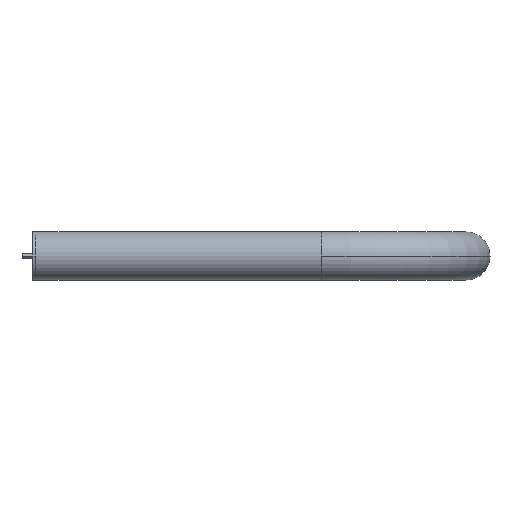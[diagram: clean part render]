
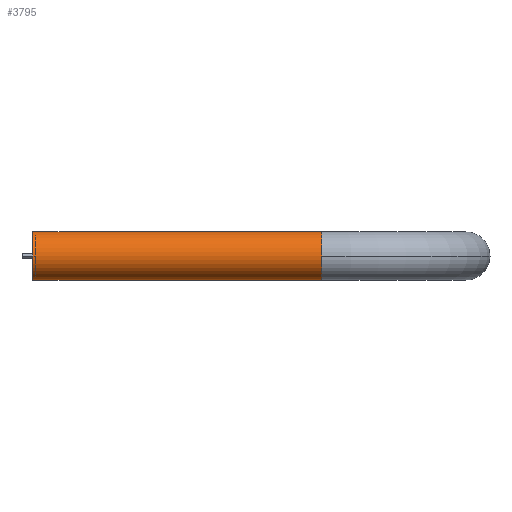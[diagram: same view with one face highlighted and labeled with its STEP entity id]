
A CAD part, front view. The second image highlights one B-rep face of the part: STEP entity #3795.
In plain terms, the highlighted cylindrical face has radius 11 mm (diameter 22 mm), a partial arc.
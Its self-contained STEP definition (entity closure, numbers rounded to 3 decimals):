
#150 = DIRECTION ( 'NONE',  ( 0., 0., -1. ) ) ;
#380 = CARTESIAN_POINT ( 'NONE',  ( 33.144, -140.02, 0. ) ) ;
#392 = CIRCLE ( 'NONE', #2118, 11. ) ;
#589 = DIRECTION ( 'NONE',  ( -1., 0., 0. ) ) ;
#810 = EDGE_CURVE ( 'NONE', #6913, #7965, #10232, .T. ) ;
#2003 = CYLINDRICAL_SURFACE ( 'NONE', #4181, 11. ) ;
#2038 = ORIENTED_EDGE ( 'NONE', *, *, #10872, .T. ) ;
#2118 = AXIS2_PLACEMENT_3D ( 'NONE', #14790, #589, #13058 ) ;
#2599 = ORIENTED_EDGE ( 'NONE', *, *, #8354, .F. ) ;
#3141 = CIRCLE ( 'NONE', #6945, 11. ) ;
#3247 = LINE ( 'NONE', #16333, #12822 ) ;
#3795 = ADVANCED_FACE ( 'NONE', ( #16816 ), #2003, .T. ) ;
#4181 = AXIS2_PLACEMENT_3D ( 'NONE', #380, #13577, #11950 ) ;
#4975 = DIRECTION ( 'NONE',  ( -1., 0., 0. ) ) ;
#5224 = DIRECTION ( 'NONE',  ( -1., 0., 0. ) ) ;
#5404 = EDGE_CURVE ( 'NONE', #15678, #5623, #392, .T. ) ;
#5530 = EDGE_LOOP ( 'NONE', ( #2599, #13478, #2038, #9053, #12300 ) ) ;
#5623 = VERTEX_POINT ( 'NONE', #14892 ) ;
#6171 = DIRECTION ( 'NONE',  ( -1., 0., 0. ) ) ;
#6913 = VERTEX_POINT ( 'NONE', #21026 ) ;
#6945 = AXIS2_PLACEMENT_3D ( 'NONE', #14960, #5224, #150 ) ;
#7965 = VERTEX_POINT ( 'NONE', #11449 ) ;
#8354 = EDGE_CURVE ( 'NONE', #6913, #15678, #3247, .T. ) ;
#9053 = ORIENTED_EDGE ( 'NONE', *, *, #17766, .T. ) ;
#9083 = CARTESIAN_POINT ( 'NONE',  ( 33.144, -140.02, 11. ) ) ;
#9420 = CARTESIAN_POINT ( 'NONE',  ( 33.144, -140.02, 11. ) ) ;
#10232 = CIRCLE ( 'NONE', #20257, 11. ) ;
#10872 = EDGE_CURVE ( 'NONE', #7965, #15759, #3141, .T. ) ;
#11449 = CARTESIAN_POINT ( 'NONE',  ( 33.144, -151.02, 0. ) ) ;
#11950 = DIRECTION ( 'NONE',  ( 0., 0., 1. ) ) ;
#12300 = ORIENTED_EDGE ( 'NONE', *, *, #5404, .F. ) ;
#12646 = LINE ( 'NONE', #9420, #15324 ) ;
#12778 = CARTESIAN_POINT ( 'NONE',  ( -99.144, -140.02, -11. ) ) ;
#12822 = VECTOR ( 'NONE', #4975, 1000. ) ;
#13058 = DIRECTION ( 'NONE',  ( 0., 0., -1. ) ) ;
#13478 = ORIENTED_EDGE ( 'NONE', *, *, #810, .T. ) ;
#13577 = DIRECTION ( 'NONE',  ( -1., 0., 0. ) ) ;
#14790 = CARTESIAN_POINT ( 'NONE',  ( -99.144, -140.02, 0. ) ) ;
#14892 = CARTESIAN_POINT ( 'NONE',  ( -99.144, -140.02, 11. ) ) ;
#14960 = CARTESIAN_POINT ( 'NONE',  ( 33.144, -140.02, 0. ) ) ;
#15324 = VECTOR ( 'NONE', #6171, 1000. ) ;
#15678 = VERTEX_POINT ( 'NONE', #12778 ) ;
#15759 = VERTEX_POINT ( 'NONE', #9083 ) ;
#16333 = CARTESIAN_POINT ( 'NONE',  ( 33.144, -140.02, -11. ) ) ;
#16816 = FACE_OUTER_BOUND ( 'NONE', #5530, .T. ) ;
#17195 = DIRECTION ( 'NONE',  ( 0., 0., -1. ) ) ;
#17301 = DIRECTION ( 'NONE',  ( -1., 0., 0. ) ) ;
#17766 = EDGE_CURVE ( 'NONE', #15759, #5623, #12646, .T. ) ;
#20257 = AXIS2_PLACEMENT_3D ( 'NONE', #20347, #17301, #17195 ) ;
#20347 = CARTESIAN_POINT ( 'NONE',  ( 33.144, -140.02, 0. ) ) ;
#21026 = CARTESIAN_POINT ( 'NONE',  ( 33.144, -140.02, -11. ) ) ;
